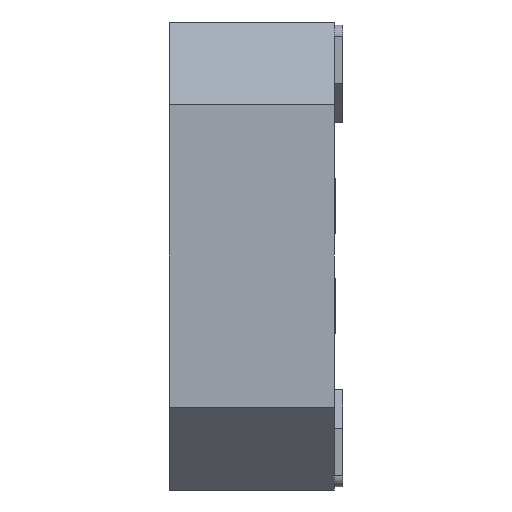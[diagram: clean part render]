
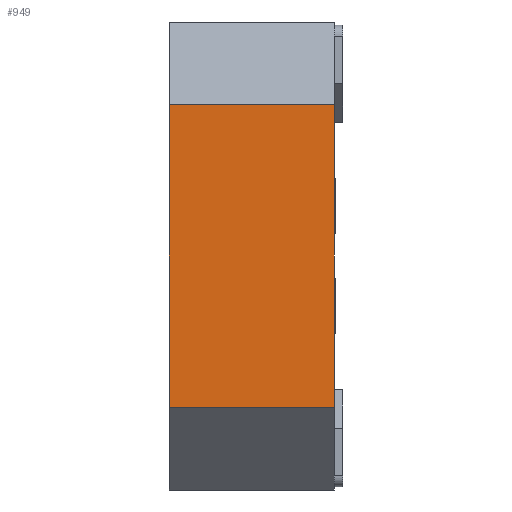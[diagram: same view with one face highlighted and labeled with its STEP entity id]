
A CAD part, left-side view. The second image highlights one B-rep face of the part: STEP entity #949.
In plain terms, the highlighted planar face has unit normal (-1, 0, 0).
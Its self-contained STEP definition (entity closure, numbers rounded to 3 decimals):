
#188 = EDGE_CURVE ( 'NONE', #2698, #544, #1260, .T. ) ;
#242 = VERTEX_POINT ( 'NONE', #1004 ) ;
#462 = LINE ( 'NONE', #3237, #2688 ) ;
#487 = EDGE_CURVE ( 'NONE', #2698, #929, #1665, .T. ) ;
#544 = VERTEX_POINT ( 'NONE', #2632 ) ;
#737 = CARTESIAN_POINT ( 'NONE',  ( -4.25, 0., -2.75 ) ) ;
#806 = PLANE ( 'NONE',  #1259 ) ;
#857 = ORIENTED_EDGE ( 'NONE', *, *, #2717, .F. ) ;
#876 = LINE ( 'NONE', #2115, #3013 ) ;
#929 = VERTEX_POINT ( 'NONE', #2129 ) ;
#949 = ADVANCED_FACE ( 'NONE', ( #2056 ), #806, .F. ) ;
#954 = VECTOR ( 'NONE', #2217, 1000. ) ;
#1004 = CARTESIAN_POINT ( 'NONE',  ( -4.25, 3., 2.75 ) ) ;
#1259 = AXIS2_PLACEMENT_3D ( 'NONE', #1923, #2939, #2690 ) ;
#1260 = LINE ( 'NONE', #2267, #954 ) ;
#1287 = DIRECTION ( 'NONE',  ( 0., 0., 1. ) ) ;
#1609 = DIRECTION ( 'NONE',  ( 0., 1., 0. ) ) ;
#1638 = ORIENTED_EDGE ( 'NONE', *, *, #487, .T. ) ;
#1665 = LINE ( 'NONE', #2686, #2973 ) ;
#1748 = EDGE_LOOP ( 'NONE', ( #1638, #2952, #857, #1918 ) ) ;
#1918 = ORIENTED_EDGE ( 'NONE', *, *, #188, .F. ) ;
#1923 = CARTESIAN_POINT ( 'NONE',  ( -4.25, 3., -4.25 ) ) ;
#1938 = DIRECTION ( 'NONE',  ( 0., 0., 1. ) ) ;
#2056 = FACE_OUTER_BOUND ( 'NONE', #1748, .T. ) ;
#2115 = CARTESIAN_POINT ( 'NONE',  ( -4.25, 0., 2.75 ) ) ;
#2129 = CARTESIAN_POINT ( 'NONE',  ( -4.25, 0., 2.75 ) ) ;
#2217 = DIRECTION ( 'NONE',  ( 0., 1., 0. ) ) ;
#2267 = CARTESIAN_POINT ( 'NONE',  ( -4.25, 0., -2.75 ) ) ;
#2557 = EDGE_CURVE ( 'NONE', #929, #242, #876, .T. ) ;
#2632 = CARTESIAN_POINT ( 'NONE',  ( -4.25, 3., -2.75 ) ) ;
#2686 = CARTESIAN_POINT ( 'NONE',  ( -4.25, 0., -4.25 ) ) ;
#2688 = VECTOR ( 'NONE', #1938, 1000. ) ;
#2690 = DIRECTION ( 'NONE',  ( 0., 0., -1. ) ) ;
#2698 = VERTEX_POINT ( 'NONE', #737 ) ;
#2717 = EDGE_CURVE ( 'NONE', #544, #242, #462, .T. ) ;
#2939 = DIRECTION ( 'NONE',  ( 1., 0., 0. ) ) ;
#2952 = ORIENTED_EDGE ( 'NONE', *, *, #2557, .T. ) ;
#2973 = VECTOR ( 'NONE', #1287, 1000. ) ;
#3013 = VECTOR ( 'NONE', #1609, 1000. ) ;
#3237 = CARTESIAN_POINT ( 'NONE',  ( -4.25, 3., -4.25 ) ) ;
